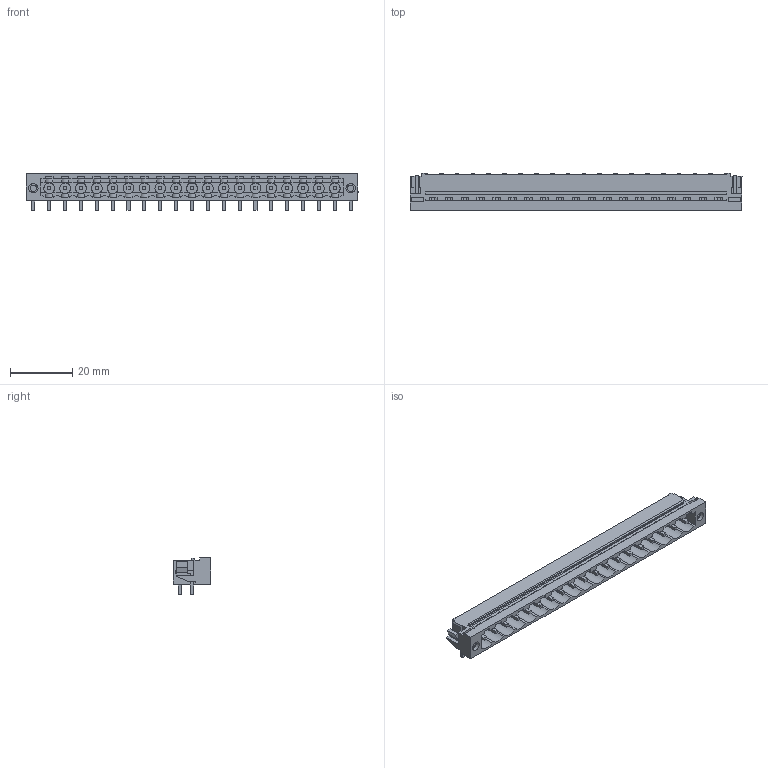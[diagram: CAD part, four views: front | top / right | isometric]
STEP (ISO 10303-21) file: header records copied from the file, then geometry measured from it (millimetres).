
FILE_DESCRIPTION(('CATIA V5R22 STEP214','CAx-IF Rec.Pracs.--- Model Styling and Organization---1.4--- 2014-01-23'),'2;1');
FILE_NAME ('D1456976_1_1837800000_1837800000.stp','2023-05-11T06:55:15+00:00',('none'),('Weidmueller'),'CATIA Version 5-6 Release 2016 SP3 HF44','CATIA V5 STEP AP214','none');
FILE_SCHEMA(('AUTOMOTIVE_DESIGN { 1 0 10303 214 1 1 1 1 }'));
Length unit declared in the file: millimetre
Products named in the file (1): 1837800000
Bounding box: 106.32 x 12 x 11.63 mm (x, y, z)
Volume: 4088.2 mm3; surface area: 9279.9 mm2
Topology: 22 solids, 22 shells, 1175 faces, 3588 edges, 2366 vertices
Faces by surface type: plane 949, cylinder 186, extrusion 40
Entity records: 37892 total; most frequent: CARTESIAN_POINT 8902, ORIENTED_EDGE 7176, DIRECTION 4225, EDGE_CURVE 3588, VECTOR 2707, LINE 2667, VERTEX_POINT 2366, EDGE_LOOP 1244
